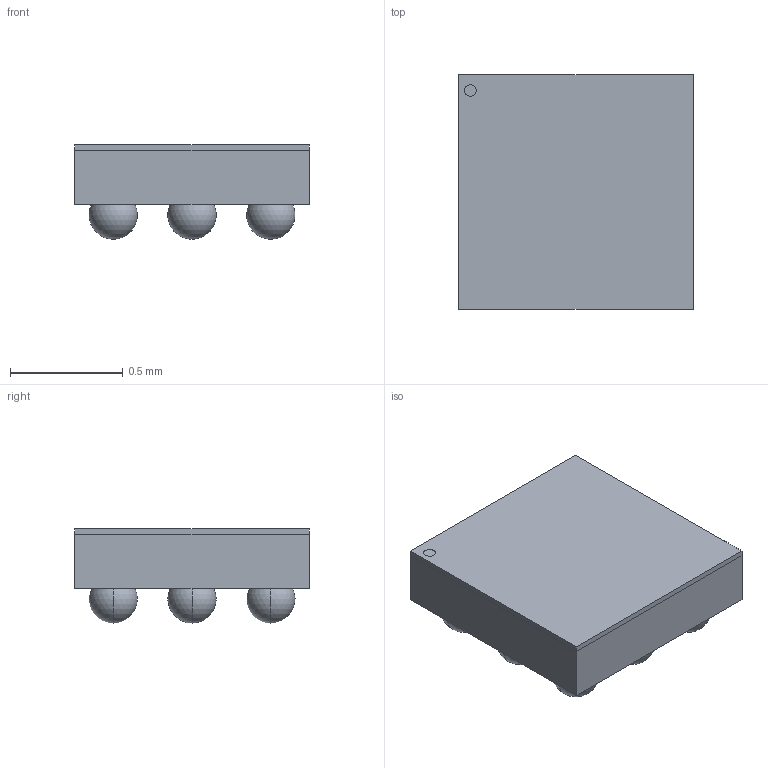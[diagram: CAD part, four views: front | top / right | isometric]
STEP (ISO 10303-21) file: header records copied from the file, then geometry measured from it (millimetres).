
FILE_DESCRIPTION(('STEP AP214'),'1');
FILE_NAME('WLCSP9L_1p0425x1p0425mm.step','2025-08-19T09:10:20',(' '),('ANSOFT Corporation'),'Spatial InterOp 3D',' ',' ');
FILE_SCHEMA(('AUTOMOTIVE_DESIGN { 1 0 10303 214 1 1 1 1 }'));
Length unit declared in the file: millimetre
Products named in the file (1): die
Bounding box: 1.04 x 1.04 x 0.42 mm (x, y, z)
Volume: 0.3 mm3; surface area: 6.7 mm2
Topology: 11 solids, 12 shells, 40 faces, 89 edges, 54 vertices
Faces by surface type: plane 22, sphere 18
Entity records: 1498 total; most frequent: DIRECTION 222, CARTESIAN_POINT 177, ORIENTED_EDGE 140, AXIS2_PLACEMENT_3D 99, EDGE_CURVE 71, VERTEX_POINT 54, STYLED_ITEM 52, PRESENTATION_STYLE_ASSIGNMENT 52
